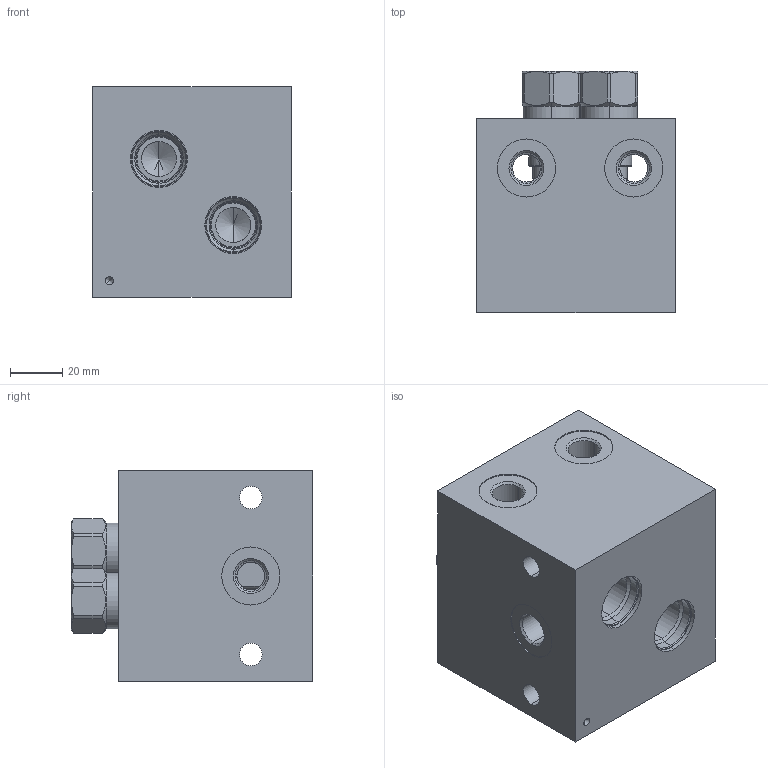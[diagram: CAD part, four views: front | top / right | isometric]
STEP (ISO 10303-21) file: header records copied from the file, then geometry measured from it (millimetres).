
FILE_DESCRIPTION((''),'2;1');
FILE_NAME('FMT_ASM','2024-08-07T',('ProEService'),(''),'PRO/ENGINEER BY PARAMETRIC TECHNOLOGY CORPORATION, 2014200','PRO/ENGINEER BY PARAMETRIC TECHNOLOGY CORPORATION, 2014200','');
FILE_SCHEMA(('CONFIG_CONTROL_DESIGN'));
Length unit declared in the file: inch
Products named in the file (3): 151-170-007; CXDAXAN; FMT_ASM
Assembly tree (3 placements, depth 2):
  FMT_ASM
    151-170-007
    CXDAXAN  x2
Bounding box: 76.2 x 92.89 x 80.98 mm (x, y, z)
Volume: 406794.7 mm3; surface area: 69828.5 mm2
Topology: 5 solids, 5 shells, 553 faces, 1538 edges, 1140 vertices
Faces by surface type: cylinder 273, cone 134, plane 82, torus 52, revolution 12
Entity records: 14345 total; most frequent: CARTESIAN_POINT 4797, DIRECTION 2039, ORIENTED_EDGE 1688, EDGE_CURVE 844, AXIS2_PLACEMENT_3D 762, VERTEX_POINT 516, VECTOR 509, LINE 509
